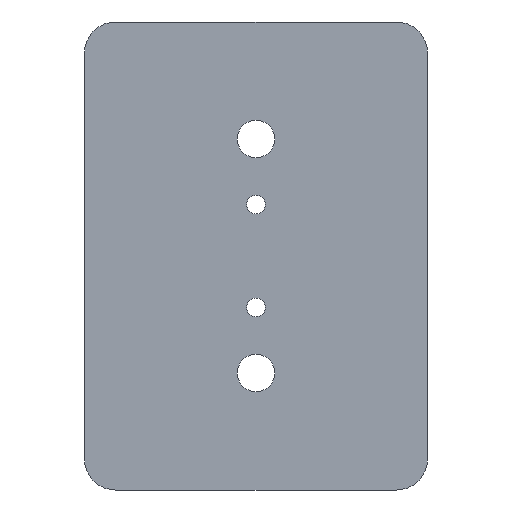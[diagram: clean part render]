
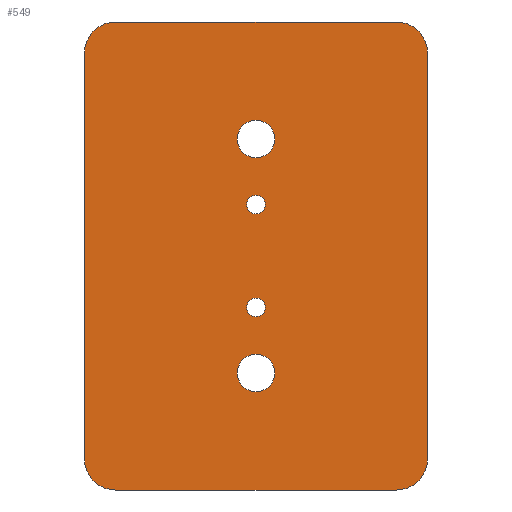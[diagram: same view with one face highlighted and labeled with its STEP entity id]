
A CAD part, front view. The second image highlights one B-rep face of the part: STEP entity #549.
In plain terms, the highlighted planar face has unit normal (0, -1, 0).
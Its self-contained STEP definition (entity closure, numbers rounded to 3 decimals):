
#9 = AXIS2_PLACEMENT_3D ( 'NONE', #191, #204, #102 ) ;
#13 = CARTESIAN_POINT ( 'NONE',  ( 0., 5.791, 97.332 ) ) ;
#27 = CARTESIAN_POINT ( 'NONE',  ( 0., 5.791, 99.732 ) ) ;
#32 = LINE ( 'NONE', #736, #624 ) ;
#34 = DIRECTION ( 'NONE',  ( 0., -1., 0. ) ) ;
#38 = ORIENTED_EDGE ( 'NONE', *, *, #272, .F. ) ;
#42 = AXIS2_PLACEMENT_3D ( 'NONE', #625, #183, #723 ) ;
#44 = VERTEX_POINT ( 'NONE', #127 ) ;
#52 = CARTESIAN_POINT ( 'NONE',  ( 0., 5.791, 111.132 ) ) ;
#60 = VERTEX_POINT ( 'NONE', #555 ) ;
#62 = CARTESIAN_POINT ( 'NONE',  ( 0., 5.791, 106.932 ) ) ;
#71 = CIRCLE ( 'NONE', #529, 1.2 ) ;
#78 = VERTEX_POINT ( 'NONE', #649 ) ;
#80 = EDGE_CURVE ( 'NONE', #431, #339, #576, .T. ) ;
#81 = EDGE_LOOP ( 'NONE', ( #409, #393, #317, #455, #508, #782, #434, #537 ) ) ;
#95 = CIRCLE ( 'NONE', #420, 0.6 ) ;
#102 = DIRECTION ( 'NONE',  ( 0., 0., -1. ) ) ;
#113 = VERTEX_POINT ( 'NONE', #295 ) ;
#116 = FACE_OUTER_BOUND ( 'NONE', #81, .T. ) ;
#127 = CARTESIAN_POINT ( 'NONE',  ( 0., 5.791, 112.332 ) ) ;
#146 = DIRECTION ( 'NONE',  ( 0., 0., -1. ) ) ;
#148 = EDGE_CURVE ( 'NONE', #344, #767, #641, .T. ) ;
#150 = AXIS2_PLACEMENT_3D ( 'NONE', #361, #364, #352 ) ;
#151 = FACE_BOUND ( 'NONE', #358, .T. ) ;
#173 = CARTESIAN_POINT ( 'NONE',  ( -9., 5.791, 90.632 ) ) ;
#183 = DIRECTION ( 'NONE',  ( 0., -1., 0. ) ) ;
#186 = CARTESIAN_POINT ( 'NONE',  ( 0., 5.791, 109.932 ) ) ;
#189 = EDGE_CURVE ( 'NONE', #389, #78, #201, .T. ) ;
#191 = CARTESIAN_POINT ( 'NONE',  ( 0., 5.791, 100.332 ) ) ;
#195 = DIRECTION ( 'NONE',  ( 0., -1., 0. ) ) ;
#196 = CARTESIAN_POINT ( 'NONE',  ( 0., 5.791, 100.332 ) ) ;
#198 = CIRCLE ( 'NONE', #42, 1.2 ) ;
#199 = CARTESIAN_POINT ( 'NONE',  ( -11., 5.791, 90.632 ) ) ;
#201 = CIRCLE ( 'NONE', #682, 2. ) ;
#204 = DIRECTION ( 'NONE',  ( 0., -1., 0. ) ) ;
#223 = ORIENTED_EDGE ( 'NONE', *, *, #689, .F. ) ;
#233 = DIRECTION ( 'NONE',  ( 0., -1., 0. ) ) ;
#242 = DIRECTION ( 'NONE',  ( 0., 0., -1. ) ) ;
#247 = EDGE_CURVE ( 'NONE', #550, #707, #198, .T. ) ;
#251 = EDGE_CURVE ( 'NONE', #113, #530, #775, .T. ) ;
#259 = CARTESIAN_POINT ( 'NONE',  ( 0., 5.791, 96.132 ) ) ;
#265 = FACE_BOUND ( 'NONE', #496, .T. ) ;
#268 = AXIS2_PLACEMENT_3D ( 'NONE', #522, #619, #621 ) ;
#272 = EDGE_CURVE ( 'NONE', #366, #568, #460, .T. ) ;
#278 = FACE_BOUND ( 'NONE', #538, .T. ) ;
#295 = CARTESIAN_POINT ( 'NONE',  ( 9., 5.791, 88.632 ) ) ;
#306 = AXIS2_PLACEMENT_3D ( 'NONE', #52, #779, #796 ) ;
#307 = ORIENTED_EDGE ( 'NONE', *, *, #395, .F. ) ;
#314 = AXIS2_PLACEMENT_3D ( 'NONE', #670, #646, #570 ) ;
#317 = ORIENTED_EDGE ( 'NONE', *, *, #776, .F. ) ;
#320 = CIRCLE ( 'NONE', #329, 2. ) ;
#329 = AXIS2_PLACEMENT_3D ( 'NONE', #333, #590, #584 ) ;
#333 = CARTESIAN_POINT ( 'NONE',  ( 9., 5.791, 116.632 ) ) ;
#335 = VECTOR ( 'NONE', #507, 1000. ) ;
#339 = VERTEX_POINT ( 'NONE', #375 ) ;
#341 = VERTEX_POINT ( 'NONE', #186 ) ;
#343 = EDGE_LOOP ( 'NONE', ( #223, #468 ) ) ;
#344 = VERTEX_POINT ( 'NONE', #574 ) ;
#352 = DIRECTION ( 'NONE',  ( 0., 0., -1. ) ) ;
#358 = EDGE_LOOP ( 'NONE', ( #307, #382 ) ) ;
#361 = CARTESIAN_POINT ( 'NONE',  ( 9., 5.791, 90.632 ) ) ;
#364 = DIRECTION ( 'NONE',  ( 0., -1., 0. ) ) ;
#366 = VERTEX_POINT ( 'NONE', #609 ) ;
#375 = CARTESIAN_POINT ( 'NONE',  ( 0., 5.791, 100.932 ) ) ;
#382 = ORIENTED_EDGE ( 'NONE', *, *, #247, .F. ) ;
#388 = VECTOR ( 'NONE', #666, 1000. ) ;
#389 = VERTEX_POINT ( 'NONE', #199 ) ;
#393 = ORIENTED_EDGE ( 'NONE', *, *, #251, .T. ) ;
#395 = EDGE_CURVE ( 'NONE', #707, #550, #71, .T. ) ;
#409 = ORIENTED_EDGE ( 'NONE', *, *, #618, .F. ) ;
#413 = ORIENTED_EDGE ( 'NONE', *, *, #560, .F. ) ;
#420 = AXIS2_PLACEMENT_3D ( 'NONE', #565, #561, #557 ) ;
#428 = CIRCLE ( 'NONE', #268, 1.2 ) ;
#429 = CARTESIAN_POINT ( 'NONE',  ( -11., 5.791, 88.632 ) ) ;
#431 = VERTEX_POINT ( 'NONE', #27 ) ;
#434 = ORIENTED_EDGE ( 'NONE', *, *, #553, .F. ) ;
#440 = CARTESIAN_POINT ( 'NONE',  ( 11., 5.791, 118.632 ) ) ;
#447 = LINE ( 'NONE', #440, #335 ) ;
#448 = DIRECTION ( 'NONE',  ( 0., -1., 0. ) ) ;
#449 = FACE_BOUND ( 'NONE', #343, .T. ) ;
#455 = ORIENTED_EDGE ( 'NONE', *, *, #548, .T. ) ;
#458 = CARTESIAN_POINT ( 'NONE',  ( 0., 5.791, 106.332 ) ) ;
#460 = CIRCLE ( 'NONE', #488, 0.6 ) ;
#466 = AXIS2_PLACEMENT_3D ( 'NONE', #605, #448, #741 ) ;
#468 = ORIENTED_EDGE ( 'NONE', *, *, #80, .F. ) ;
#482 = DIRECTION ( 'NONE',  ( 0., 0., -1. ) ) ;
#488 = AXIS2_PLACEMENT_3D ( 'NONE', #62, #233, #607 ) ;
#489 = ORIENTED_EDGE ( 'NONE', *, *, #752, .F. ) ;
#496 = EDGE_LOOP ( 'NONE', ( #521, #489 ) ) ;
#502 = CARTESIAN_POINT ( 'NONE',  ( 11., 5.791, 90.632 ) ) ;
#507 = DIRECTION ( 'NONE',  ( 1., 0., 0. ) ) ;
#508 = ORIENTED_EDGE ( 'NONE', *, *, #588, .F. ) ;
#518 = CARTESIAN_POINT ( 'NONE',  ( -11., 5.791, 116.632 ) ) ;
#521 = ORIENTED_EDGE ( 'NONE', *, *, #533, .F. ) ;
#522 = CARTESIAN_POINT ( 'NONE',  ( 0., 5.791, 111.132 ) ) ;
#529 = AXIS2_PLACEMENT_3D ( 'NONE', #259, #34, #146 ) ;
#530 = VERTEX_POINT ( 'NONE', #502 ) ;
#533 = EDGE_CURVE ( 'NONE', #44, #341, #428, .T. ) ;
#537 = ORIENTED_EDGE ( 'NONE', *, *, #189, .T. ) ;
#538 = EDGE_LOOP ( 'NONE', ( #38, #413 ) ) ;
#541 = LINE ( 'NONE', #567, #388 ) ;
#548 = EDGE_CURVE ( 'NONE', #643, #60, #320, .T. ) ;
#549 = ADVANCED_FACE ( 'NONE', ( #278, #449, #151, #265, #116 ), #631, .T. ) ;
#550 = VERTEX_POINT ( 'NONE', #623 ) ;
#553 = EDGE_CURVE ( 'NONE', #389, #767, #673, .T. ) ;
#555 = CARTESIAN_POINT ( 'NONE',  ( 9., 5.791, 118.632 ) ) ;
#557 = DIRECTION ( 'NONE',  ( 0., 0., -1. ) ) ;
#560 = EDGE_CURVE ( 'NONE', #568, #366, #95, .T. ) ;
#561 = DIRECTION ( 'NONE',  ( 0., -1., 0. ) ) ;
#565 = CARTESIAN_POINT ( 'NONE',  ( 0., 5.791, 106.932 ) ) ;
#567 = CARTESIAN_POINT ( 'NONE',  ( 11., 5.791, 88.632 ) ) ;
#568 = VERTEX_POINT ( 'NONE', #458 ) ;
#570 = DIRECTION ( 'NONE',  ( 0., 0., -1. ) ) ;
#574 = CARTESIAN_POINT ( 'NONE',  ( -9., 5.791, 118.632 ) ) ;
#576 = CIRCLE ( 'NONE', #629, 0.6 ) ;
#584 = DIRECTION ( 'NONE',  ( 0., 0., -1. ) ) ;
#588 = EDGE_CURVE ( 'NONE', #344, #60, #447, .T. ) ;
#590 = DIRECTION ( 'NONE',  ( 0., -1., 0. ) ) ;
#596 = CARTESIAN_POINT ( 'NONE',  ( 11., 5.791, 116.632 ) ) ;
#605 = CARTESIAN_POINT ( 'NONE',  ( 0., 5.791, 0. ) ) ;
#607 = DIRECTION ( 'NONE',  ( 0., 0., -1. ) ) ;
#609 = CARTESIAN_POINT ( 'NONE',  ( 0., 5.791, 107.532 ) ) ;
#617 = DIRECTION ( 'NONE',  ( 0., 0., 1. ) ) ;
#618 = EDGE_CURVE ( 'NONE', #113, #78, #541, .T. ) ;
#619 = DIRECTION ( 'NONE',  ( 0., -1., 0. ) ) ;
#621 = DIRECTION ( 'NONE',  ( 0., 0., -1. ) ) ;
#623 = CARTESIAN_POINT ( 'NONE',  ( 0., 5.791, 94.932 ) ) ;
#624 = VECTOR ( 'NONE', #242, 1000. ) ;
#625 = CARTESIAN_POINT ( 'NONE',  ( 0., 5.791, 96.132 ) ) ;
#629 = AXIS2_PLACEMENT_3D ( 'NONE', #196, #757, #482 ) ;
#631 = PLANE ( 'NONE',  #466 ) ;
#641 = CIRCLE ( 'NONE', #314, 2. ) ;
#643 = VERTEX_POINT ( 'NONE', #596 ) ;
#646 = DIRECTION ( 'NONE',  ( 0., -1., 0. ) ) ;
#649 = CARTESIAN_POINT ( 'NONE',  ( -9., 5.791, 88.632 ) ) ;
#666 = DIRECTION ( 'NONE',  ( -1., 0., 0. ) ) ;
#670 = CARTESIAN_POINT ( 'NONE',  ( -9., 5.791, 116.632 ) ) ;
#673 = LINE ( 'NONE', #429, #793 ) ;
#682 = AXIS2_PLACEMENT_3D ( 'NONE', #173, #195, #693 ) ;
#689 = EDGE_CURVE ( 'NONE', #339, #431, #714, .T. ) ;
#693 = DIRECTION ( 'NONE',  ( 0., 0., -1. ) ) ;
#707 = VERTEX_POINT ( 'NONE', #13 ) ;
#714 = CIRCLE ( 'NONE', #9, 0.6 ) ;
#723 = DIRECTION ( 'NONE',  ( 0., 0., -1. ) ) ;
#736 = CARTESIAN_POINT ( 'NONE',  ( 11., 5.791, 88.632 ) ) ;
#741 = DIRECTION ( 'NONE',  ( 0., 0., -1. ) ) ;
#752 = EDGE_CURVE ( 'NONE', #341, #44, #761, .T. ) ;
#757 = DIRECTION ( 'NONE',  ( 0., -1., 0. ) ) ;
#761 = CIRCLE ( 'NONE', #306, 1.2 ) ;
#767 = VERTEX_POINT ( 'NONE', #518 ) ;
#775 = CIRCLE ( 'NONE', #150, 2. ) ;
#776 = EDGE_CURVE ( 'NONE', #643, #530, #32, .T. ) ;
#779 = DIRECTION ( 'NONE',  ( 0., -1., 0. ) ) ;
#782 = ORIENTED_EDGE ( 'NONE', *, *, #148, .T. ) ;
#793 = VECTOR ( 'NONE', #617, 1000. ) ;
#796 = DIRECTION ( 'NONE',  ( 0., 0., -1. ) ) ;
